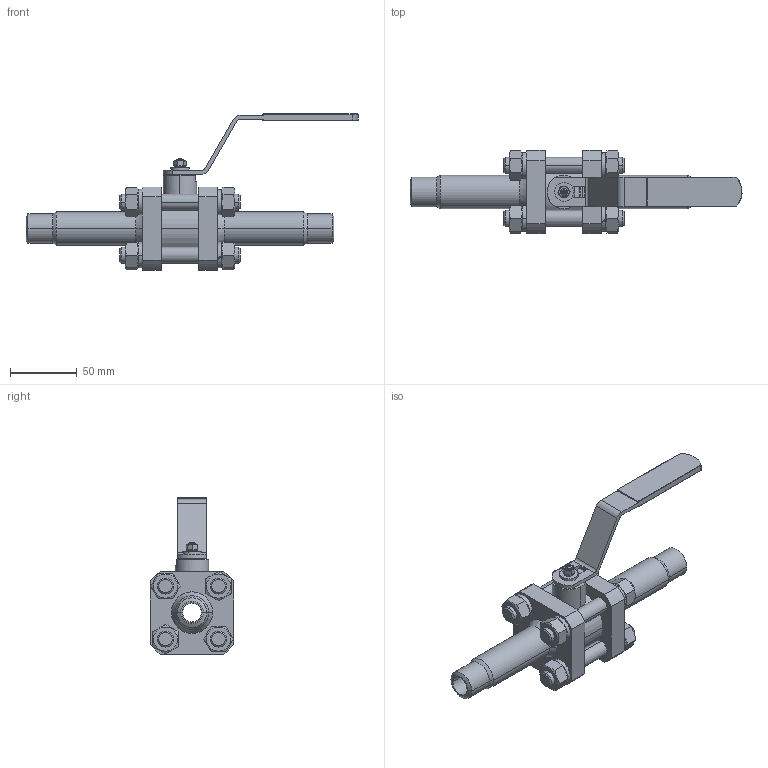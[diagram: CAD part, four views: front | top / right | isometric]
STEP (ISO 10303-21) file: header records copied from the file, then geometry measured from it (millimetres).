
FILE_DESCRIPTION((''),'2;1');
FILE_NAME('ÔÁ39 020 015 000.stp','2012-05-05T09:41:43',('Ãîíòàðåâ ÏÃ'),(''),'Autodesk Inventor 9','Autodesk Inventor 9','');
FILE_SCHEMA(('AUTOMOTIVE_DESIGN { 1 0 10303 214 1 1 1 1 }'));
Length unit declared in the file: millimetre
Products named in the file (1): 埡39 020 015 000
Bounding box: 247.96 x 62 x 116.64 mm (x, y, z)
Volume: 254308.5 mm3; surface area: 84961.7 mm2
Topology: 1 solids, 6 shells, 593 faces, 1578 edges, 1000 vertices
Faces by surface type: plane 222, cylinder 218, cone 88, bspline 51, sphere 10, torus 4
Entity records: 19142 total; most frequent: CARTESIAN_POINT 4365, DIRECTION 3245, ORIENTED_EDGE 3130, EDGE_CURVE 1565, AXIS2_PLACEMENT_3D 1308, VERTEX_POINT 998, CIRCLE 673, EDGE_LOOP 655
